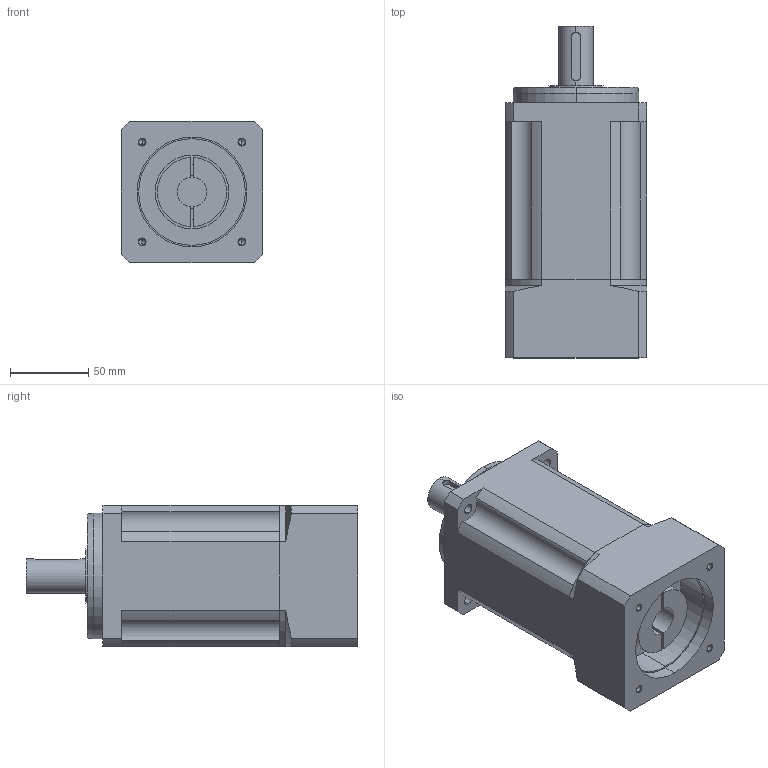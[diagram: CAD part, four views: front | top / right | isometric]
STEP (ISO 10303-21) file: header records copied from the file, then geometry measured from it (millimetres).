
FILE_DESCRIPTION (( 'STEP AP203' ), '1' );
FILE_NAME ('x90Èý¼¶.STEP', '2017-10-06T06:23:21', ( 'PC' ), ( '' ), 'SwSTEP 2.0', 'SolidWorks 2017', '' );
FILE_SCHEMA (( 'CONFIG_CONTROL_DESIGN' ));
Length unit declared in the file: millimetre
Products named in the file (3): x90dz; x90qd3; x90三级
Assembly tree (2 placements, depth 2):
  x90三级
    x90dz
    x90qd3
Bounding box: 90 x 211.5 x 90 mm (x, y, z)
Volume: 1154330.6 mm3; surface area: 108569.1 mm2
Topology: 2 solids, 2 shells, 131 faces, 335 edges, 211 vertices
Faces by surface type: cylinder 68, plane 37, cone 26
Entity records: 4334 total; most frequent: CARTESIAN_POINT 776, DIRECTION 735, ORIENTED_EDGE 650, EDGE_CURVE 325, AXIS2_PLACEMENT_3D 286, VERTEX_POINT 211, VECTOR 163, LINE 163
